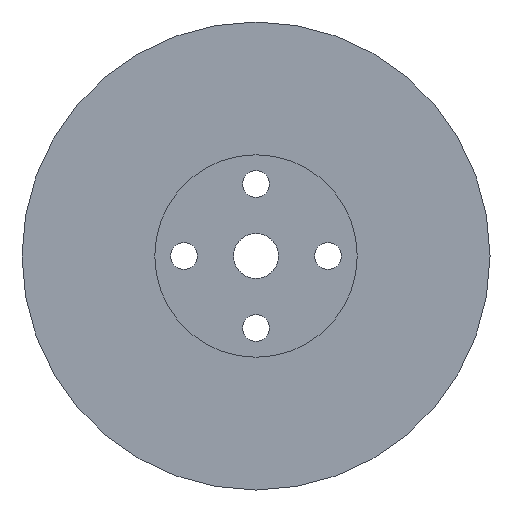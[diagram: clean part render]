
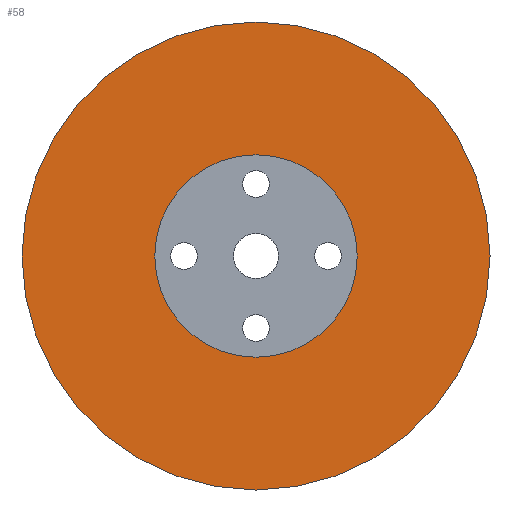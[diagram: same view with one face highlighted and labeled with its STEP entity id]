
A CAD part, front view. The second image highlights one B-rep face of the part: STEP entity #58.
In plain terms, the highlighted planar face has unit normal (0, -1, 0).
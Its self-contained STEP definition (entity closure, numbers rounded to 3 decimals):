
#58=ADVANCED_FACE('',(#287,#289),#291,.T.);
#287=FACE_BOUND('',#288,.T.);
#288=EDGE_LOOP('',(#1529));
#289=FACE_BOUND('',#290,.T.);
#290=EDGE_LOOP('',(#1530));
#291=PLANE('',#292);
#292=AXIS2_PLACEMENT_3D('',#293,#294,#295);
#293=CARTESIAN_POINT('',(0.,-3.,0.));
#294=DIRECTION('',(0.,-1.,0.));
#295=DIRECTION('',(0.,0.,-1.));
#1529=ORIENTED_EDGE('',*,*,#5085,.T.);
#1530=ORIENTED_EDGE('',*,*,#5086,.T.);
#5085=EDGE_CURVE('',#5553,#5553,#5554,.T.);
#5086=EDGE_CURVE('',#5555,#5555,#5556,.F.);
#5553=VERTEX_POINT('',#6323);
#5554=CIRCLE('',#6324,26.);
#5555=VERTEX_POINT('',#6328);
#5556=CIRCLE('',#6329,11.25);
#6323=CARTESIAN_POINT('',(0.,-3.,-26.));
#6324=AXIS2_PLACEMENT_3D('',#6325,#6326,#6327);
#6325=CARTESIAN_POINT('',(0.,-3.,0.));
#6326=DIRECTION('',(0.,-1.,0.));
#6327=DIRECTION('',(0.,0.,-1.));
#6328=CARTESIAN_POINT('',(0.,-3.,-11.25));
#6329=AXIS2_PLACEMENT_3D('',#6330,#6331,#6332);
#6330=CARTESIAN_POINT('',(0.,-3.,0.));
#6331=DIRECTION('',(0.,-1.,0.));
#6332=DIRECTION('',(0.,0.,-1.));
